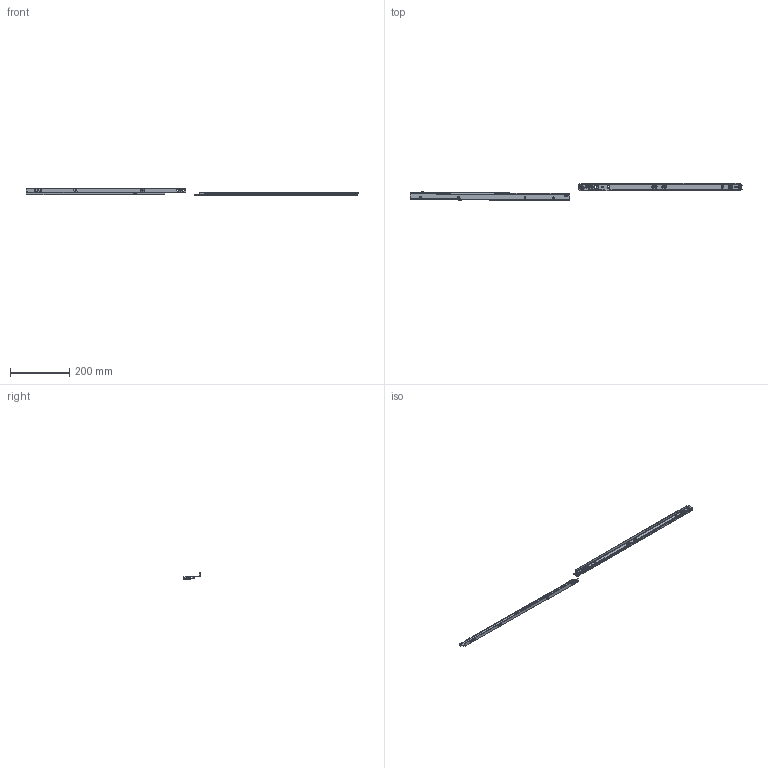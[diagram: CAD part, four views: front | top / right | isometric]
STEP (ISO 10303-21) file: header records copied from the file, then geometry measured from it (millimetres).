
FILE_DESCRIPTION (( 'STEP AP214' ), '1' );
FILE_NAME ('FR_6500.0550mm_22inch_open_left.STEP', '2022-11-15T13:55:22', ( '' ), ( '' ), 'SwSTEP 2.0', 'SolidWorks 2020', '' );
FILE_SCHEMA (( 'AUTOMOTIVE_DESIGN' ));
Length unit declared in the file: millimetre
Products named in the file (6): 6500.XXX-01.0000.li_NL 550; AG-008; 6500.XXX-03.0000.li_NL 550; FR_6500.0550mm_22inch_open_left; 6500.XXX-03.0000.LI_NL =  550; 6500.XXX-01.0000.LI_NL =  550
Assembly tree (5 placements, depth 3):
  FR_6500.0550mm_22inch_open_left
    6500.XXX-01.0000.LI_NL =  550
      6500.XXX-01.0000.li_NL 550
      AG-008
    6500.XXX-03.0000.LI_NL =  550
      6500.XXX-03.0000.li_NL 550
Bounding box: 1117.39 x 59.5 x 23.24 mm (x, y, z)
Volume: 66125.3 mm3; surface area: 93002.6 mm2
Topology: 3 solids, 3 shells, 830 faces, 2060 edges, 1268 vertices
Faces by surface type: cylinder 324, plane 315, cone 90, torus 53, bspline 44, sphere 4
Entity records: 27282 total; most frequent: CARTESIAN_POINT 7551, DIRECTION 4119, ORIENTED_EDGE 4108, EDGE_CURVE 2054, AXIS2_PLACEMENT_3D 1595, VERTEX_POINT 1268, EDGE_LOOP 936, LINE 929
